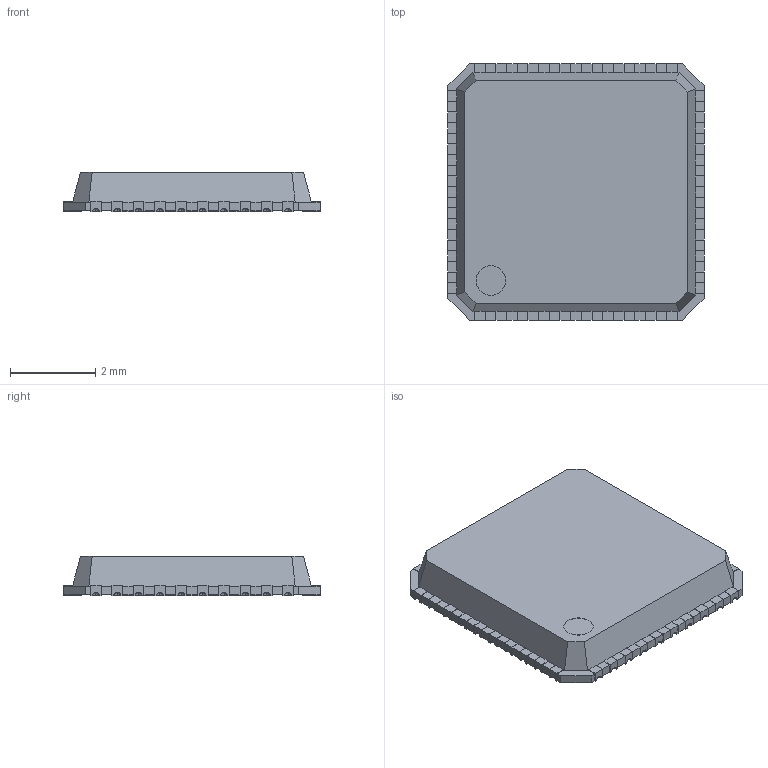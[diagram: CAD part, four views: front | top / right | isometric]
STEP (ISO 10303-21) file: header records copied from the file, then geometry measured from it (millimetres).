
FILE_DESCRIPTION (( 'STEP AP214' ), '1' );
FILE_NAME ('VQFN50P600x600-40N-EP.STEP', '2025-09-18T09:41:37', ( '' ), ( '' ), 'SwSTEP 2.0', 'SolidWorks 2020', '' );
FILE_SCHEMA (( 'AUTOMOTIVE_DESIGN' ));
Length unit declared in the file: millimetre
Products named in the file (2): VQFN50P600x600-40N-EP; VQFN-40_L6.0-W6.0-P0.50-TL-EP3.3~VQFN-40_L6.0-W6.0-P0.50-TL-EP3.3~mISo^U1~VQFN-40_L6.0-W6.0-P0.50-TL-EP3.3~VQFN-40_L6.0-W6.0-P0.50-TL-EP3.3~mISo_3D_PCB1_2025-09-18(2)_3D_PCB1_2025-09-18
Assembly tree (1 placements, depth 2):
  VQFN50P600x600-40N-EP
    VQFN-40_L6.0-W6.0-P0.50-TL-EP3.3~VQFN-40_L6.0-W6.0-P0.50-TL-EP3.3~mISo^U1~VQFN-40_L6.0-W6.0-P0.50-TL-EP3.3~VQFN-40_L6.0-W6.0-P0.50-TL-EP3.3~mISo_3D_PCB1_2025-09-18(2)_3D_PCB1_2025-09-18
Bounding box: 6.02 x 6.02 x 0.92 mm (x, y, z)
Volume: 27.8 mm3; surface area: 88.7 mm2
Topology: 1 solids, 1 shells, 501 faces, 1550 edges, 980 vertices
Faces by surface type: plane 351, sphere 80, cylinder 56, bspline 14
Entity records: 19067 total; most frequent: CARTESIAN_POINT 3753, ORIENTED_EDGE 2940, DIRECTION 2736, EDGE_CURVE 1470, LINE 1130, VECTOR 1130, VERTEX_POINT 980, AXIS2_PLACEMENT_3D 803
